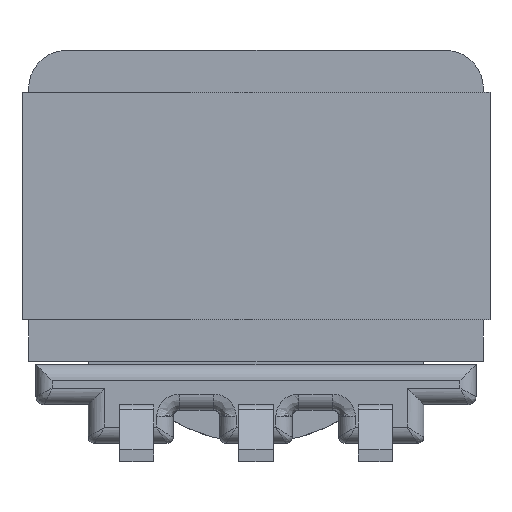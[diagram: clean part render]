
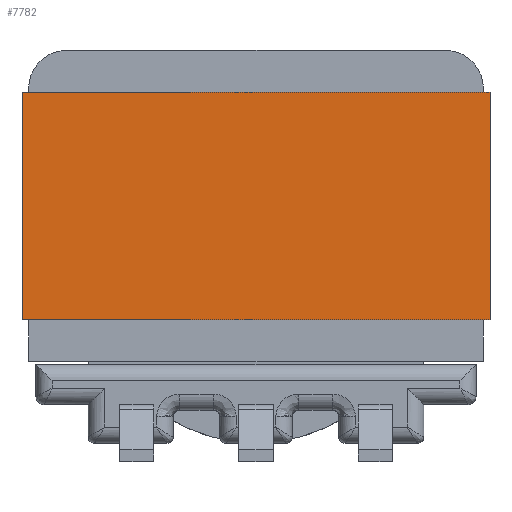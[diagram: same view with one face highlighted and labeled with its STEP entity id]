
A CAD part, front view. The second image highlights one B-rep face of the part: STEP entity #7782.
In plain terms, the highlighted face is planar.
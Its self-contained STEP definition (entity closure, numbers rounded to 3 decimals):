
#149=PLANE('',#8299);
#661=LINE('',#13326,#1099);
#665=LINE('',#13335,#1103);
#672=LINE('',#13349,#1110);
#675=LINE('',#13354,#1113);
#1099=VECTOR('',#9721,1000.);
#1103=VECTOR('',#9727,1000.);
#1110=VECTOR('',#9736,1000.);
#1113=VECTOR('',#9743,1000.);
#3030=ORIENTED_EDGE('',*,*,#3832,.F.);
#3031=ORIENTED_EDGE('',*,*,#3846,.F.);
#3032=ORIENTED_EDGE('',*,*,#3836,.T.);
#3033=ORIENTED_EDGE('',*,*,#3843,.T.);
#3832=EDGE_CURVE('',#4323,#4324,#661,.T.);
#3836=EDGE_CURVE('',#4327,#4328,#665,.T.);
#3843=EDGE_CURVE('',#4328,#4324,#672,.T.);
#3846=EDGE_CURVE('',#4327,#4323,#675,.T.);
#4323=VERTEX_POINT('',#13327);
#4324=VERTEX_POINT('',#13328);
#4327=VERTEX_POINT('',#13336);
#4328=VERTEX_POINT('',#13337);
#4780=EDGE_LOOP('',(#3030,#3031,#3032,#3033));
#5123=FACE_BOUND('',#4780,.T.);
#7782=ADVANCED_FACE('',(#5123),#149,.T.);
#8299=AXIS2_PLACEMENT_3D('',#13355,#9744,#9745);
#9721=DIRECTION('',(0.,0.,1.));
#9727=DIRECTION('',(0.,0.,1.));
#9736=DIRECTION('',(0.,-1.,0.));
#9743=DIRECTION('',(0.,-1.,0.));
#9744=DIRECTION('',(1.,0.,0.));
#9745=DIRECTION('',(0.,0.,1.));
#13326=CARTESIAN_POINT('',(-2.74,2.965,-9.97));
#13327=CARTESIAN_POINT('',(-2.74,2.965,-9.97));
#13328=CARTESIAN_POINT('',(-2.74,2.965,-0.19));
#13335=CARTESIAN_POINT('',(-2.74,7.715,-9.97));
#13336=CARTESIAN_POINT('',(-2.74,7.715,-9.97));
#13337=CARTESIAN_POINT('',(-2.74,7.715,-0.19));
#13349=CARTESIAN_POINT('',(-2.74,7.715,-0.19));
#13354=CARTESIAN_POINT('',(-2.74,7.715,-9.97));
#13355=CARTESIAN_POINT('',(-2.74,7.715,-9.97));
